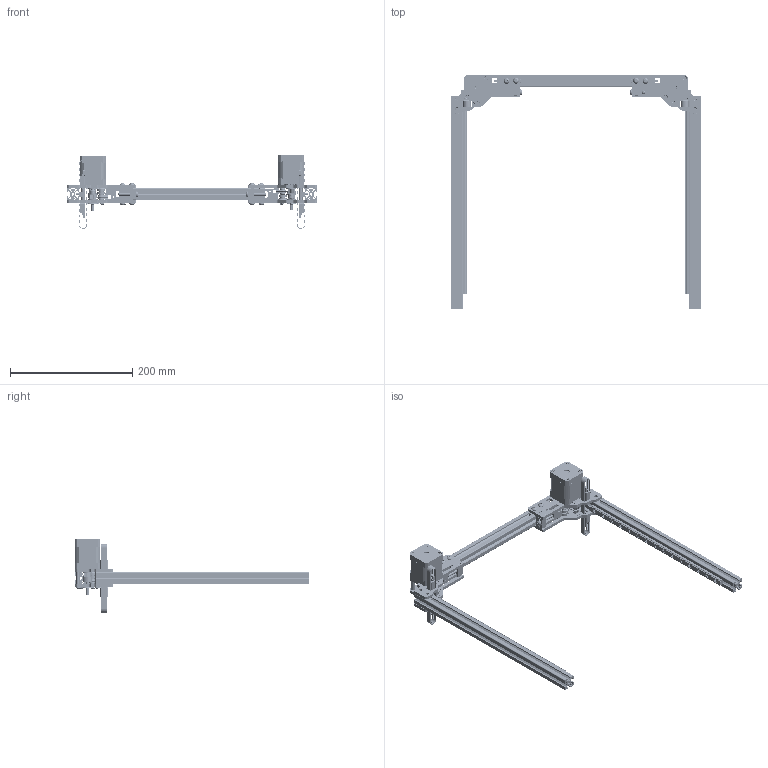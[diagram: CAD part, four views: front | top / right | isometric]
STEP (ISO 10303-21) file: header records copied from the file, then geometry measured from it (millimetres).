
FILE_DESCRIPTION(/* description */ ('','CAx-IF Rec.Pracs.---Representation and Presentation of Product Manufacturing Information (PMI)---4.0---2014-10-13'),/* implementation_level */ '2;1');
FILE_NAME(/* name */ '_17_Sheet_metal_V2_6mm_rear_motor_mounts_FT_0.step',/* time_stamp */ '2025-01-28T17:00:08+01:00',/* author */ (''),/* organization */ (''),/* preprocessor_version */ 'ST-DEVELOPER v20',/* originating_system */ 'Autodesk Translation Framework v13.20.0.188',/* authorisation */ '');
FILE_SCHEMA (('AP242_MANAGED_MODEL_BASED_3D_ENGINEERING_MIM_LF { 1 0 10303 442 1 1 4 }'));
Products named in the file (50): _17_Sheet_metal_V2_6mm_rear_motor_mounts_FT_0; _Sheet_metal_V2_6mm_rear_right_motor_mount_0; _Sheet_metal_V2_6mm_rear_right_motor_mount_hardware_0; _Sheet_metal_6mm_rear_right_motor_mount_motion_0; NEMA17 with 55mm long shaft; _GT2_20T_6mm_pulley_de-hubbed; Sheet_metal_6mm_spacer_a_2_or_2.5mm; _Hybrid_SLM_V2_6mm_Z_belt_retainer; _Sheet_metal_V2_6mm_rear_left_motor_mount_0; Sheet_metal_V2_rear_motor_mount_b_4.7-5mm; Sheet_metal_6mm_tensioner_b_4.7-5mm; Sheet_metal_V2_rear_motor_mount_a_4.7-5mm; Sheet_metal_6mm_tensioner_a_4.7-5mm; Sheet_metal_6mm_tensioner_c_4.7-5mm; _Hybrid_SLM_V2_6mm_Z_belt_retainer_1; _Hybrid_SLM_V2_6mm_Z_belt; Hybrid_SLM_V2_Z_belt_clip_b; Hybrid_SLM_V2_Z_belt_clip_a; _Sheet_metal_V2_6mm_rear_left_motor_mount_hardware_0; M5 washer; Tensioner wire for 6mm; M5x30 BHCS; M3x6 FHCS; M3x35 BHCS; M3x6 BHCS; M3 washer; M3xD6x20 spacer; M5x10 BHCS; _Sheet_metal_6mm_rear_left_motor_mount_motion_0; GT2 20T 6mm pulley; Shim 0.2mm; Di=5mm L0=5mm compression spring; NEMA17 with 55mm long shaft_1; _S55 shaft; _stepper; _GT2_20T_6mm_pulley_de-hubbed_1; GT2 20T 6mm pulley de-hubbed; M4x2.5 set screw; D5x30 smooth pin; M5xD8x5 spacer ...
Assembly tree (172 placements, depth 5):
  _17_Sheet_metal_V2_6mm_rear_motor_mounts_FT_0
    _Sheet_metal_V2_6mm_rear_right_motor_mount_0
      Sheet_metal_V2_rear_motor_mount_b_4.7-5mm
      Sheet_metal_6mm_tensioner_b_4.7-5mm
      _Sheet_metal_V2_6mm_rear_right_motor_mount_hardware_0
        M3x6 BHCS  x3
        M3x6 FHCS  x4
        M3 washer  x3
        M3x35 BHCS  x3
        M3xD6x20 spacer  x3
        M5x10 BHCS  x4
        M5x30 BHCS
        Tensioner wire for 6mm
        M5 washer
        M5 2020 drop-in T-nut  x4
      _Sheet_metal_6mm_rear_right_motor_mount_motion_0
        F695 flanged bearing  x5
        Shim 0.2mm
        Di=5mm L0=5mm compression spring
        D5x30 smooth pin  x2
        Shim 1mm  x3
        NEMA17 with 55mm long shaft
          _S55 shaft
          _stepper
        _GT2_20T_6mm_pulley_de-hubbed
          GT2 20T 6mm pulley de-hubbed
          M4x2.5 set screw  x2
        GT2 20T 6mm pulley
        Shim 0.5mm
        M5xD8x5 spacer  x2
      Sheet_metal_V2_rear_motor_mount_a_4.7-5mm
      Sheet_metal_6mm_spacer_a_2_or_2.5mm
      Sheet_metal_6mm_tensioner_a_4.7-5mm
      Sheet_metal_6mm_tensioner_c_4.7-5mm
      _Hybrid_SLM_V2_6mm_Z_belt_retainer
        _Hybrid_SLM_V2_6mm_Z_belt
        Hybrid_SLM_V2_Z_belt_clip_a  x2
        Hybrid_SLM_V2_Z_belt_clip_b  x2
    _Sheet_metal_V2_6mm_rear_left_motor_mount_0
      Sheet_metal_V2_rear_motor_mount_b_4.7-5mm
      Sheet_metal_6mm_tensioner_b_4.7-5mm
      Sheet_metal_V2_rear_motor_mount_a_4.7-5mm
      Sheet_metal_6mm_tensioner_a_4.7-5mm
      Sheet_metal_6mm_tensioner_c_4.7-5mm
      _Hybrid_SLM_V2_6mm_Z_belt_retainer_1
        _Hybrid_SLM_V2_6mm_Z_belt
        Hybrid_SLM_V2_Z_belt_clip_a  x2
        Hybrid_SLM_V2_Z_belt_clip_b  x2
      _Sheet_metal_V2_6mm_rear_left_motor_mount_hardware_0
        M5 washer
        M3x6 FHCS  x4
        M3x6 BHCS  x3
        Tensioner wire for 6mm
        M5x30 BHCS
        M3 washer  x3
        M3x35 BHCS  x3
        M3xD6x20 spacer  x3
        M5x10 BHCS  x4
        M5 2020 drop-in T-nut  x4
      _Sheet_metal_6mm_rear_left_motor_mount_motion_0
Bounding box: 410 x 384.1 x 120.53 mm (x, y, z)
Volume: 496637.6 mm3; surface area: 338333.2 mm2
Topology: 174 solids, 174 shells, 5736 faces, 14584 edges, 9376 vertices
Faces by surface type: plane 3259, cylinder 1533, cone 754, bspline 102, torus 66, sphere 22
Full cylindrical faces by diameter (mm): 2.464 x8, 2.5 x18, 3 x66, 3.1 x20, 3.2 x6, 3.4 x6, 3.5 x30, 4 x4, 4.2 x21, 5 x44, 5.001 x2, 5.1 x8, 5.3 x2, 5.5 x30, 5.7 x12, 6 x44, 6.5 x22, 7 x6, 7.823 x4, 8 x14, 8.141 x4, 9 x2, 9.5 x10, 10 x4, 11.5 x20, 12 x4, 13 x10, 13.03 x6, 15 x10, 16 x8
Entity records: 74078 total; most frequent: CARTESIAN_POINT 15079, DIRECTION 12245, ORIENTED_EDGE 11790, EDGE_CURVE 5895, LINE 4133, VECTOR 4133, AXIS2_PLACEMENT_3D 4056, VERTEX_POINT 3850
